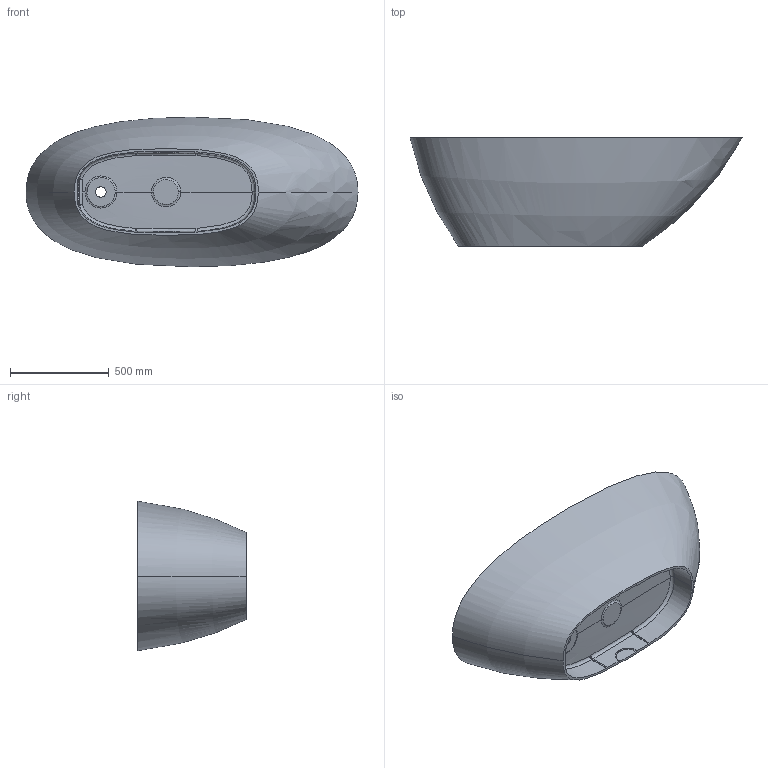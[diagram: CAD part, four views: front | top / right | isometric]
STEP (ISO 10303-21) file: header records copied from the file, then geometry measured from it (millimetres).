
FILE_DESCRIPTION (( 'STEP AP214' ), '1' );
FILE_NAME ('MELBOURNE.STEP', '2021-06-09T11:44:14', ( '' ), ( '' ), 'SwSTEP 2.0', 'SolidWorks 2020', '' );
FILE_SCHEMA (( 'AUTOMOTIVE_DESIGN' ));
Length unit declared in the file: millimetre
Products named in the file (1): MELBOURNE
Bounding box: 1685 x 550.04 x 759 mm (x, y, z)
Volume: 61078317.7 mm3; surface area: 4670715.7 mm2
Topology: 1 solids, 1 shells, 102 faces, 270 edges, 166 vertices
Faces by surface type: bspline 67, cylinder 18, plane 11, cone 4, torus 2
Entity records: 19855 total; most frequent: CARTESIAN_POINT 17968, ORIENTED_EDGE 528, EDGE_CURVE 264, DIRECTION 183, B_SPLINE_CURVE_WITH_KNOTS 169, VERTEX_POINT 166, EDGE_LOOP 106, ADVANCED_FACE 102
